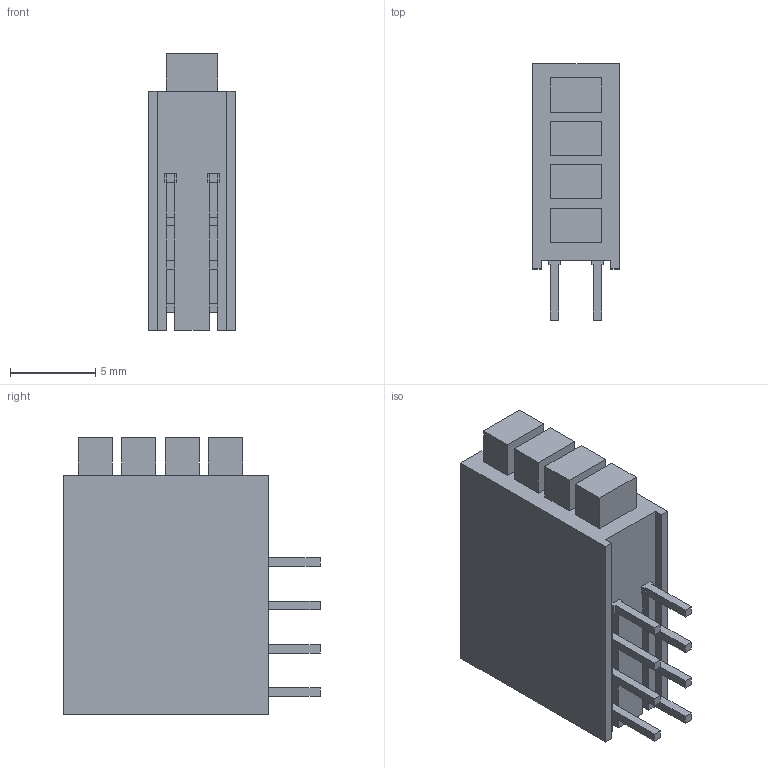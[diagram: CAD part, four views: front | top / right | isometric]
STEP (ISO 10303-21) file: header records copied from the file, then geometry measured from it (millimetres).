
FILE_DESCRIPTION (( 'STEP AP214' ), '1' );
FILE_NAME ('914CK.STEP', '2008-08-27T22:10:04', ( '' ), ( '' ), 'SwSTEP 2.0', 'SolidWorks 2008', '' );
FILE_SCHEMA (( 'AUTOMOTIVE_DESIGN' ));
Length unit declared in the file: millimetre
Products named in the file (1): 914CK
Bounding box: 5.08 x 15 x 16.2 mm (x, y, z)
Volume: 843.7 mm3; surface area: 943.8 mm2
Topology: 1 solids, 1 shells, 389 faces, 1041 edges, 686 vertices
Faces by surface type: plane 271, bspline 116, cylinder 2
Entity records: 21703 total; most frequent: CARTESIAN_POINT 8505, ORIENTED_EDGE 2082, DIRECTION 1361, EDGE_CURVE 1041, VECTOR 805, LINE 805, VERTEX_POINT 686, EDGE_LOOP 421
